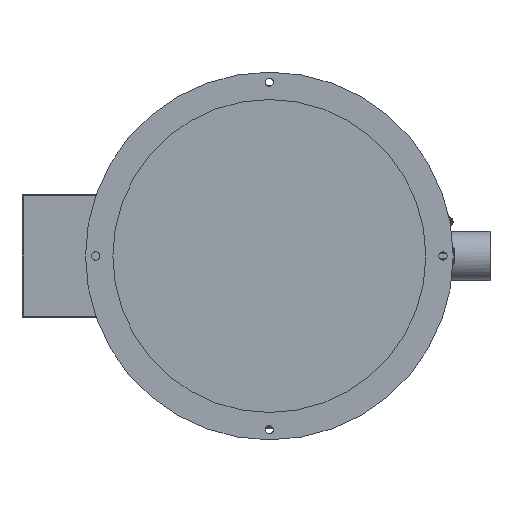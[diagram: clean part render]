
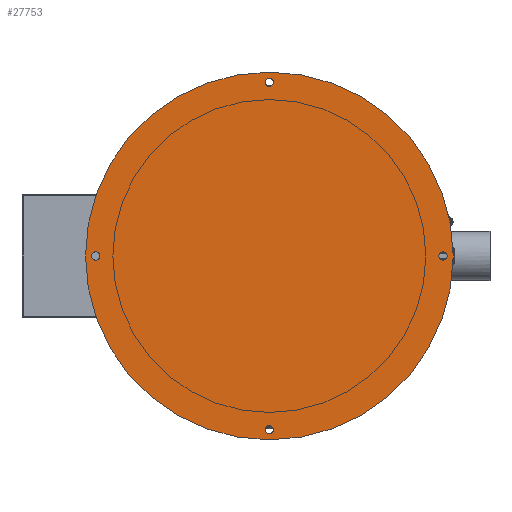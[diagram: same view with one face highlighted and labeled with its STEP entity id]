
A CAD part, front view. The second image highlights one B-rep face of the part: STEP entity #27753.
In plain terms, the highlighted planar face has unit normal (0, -1, 0).
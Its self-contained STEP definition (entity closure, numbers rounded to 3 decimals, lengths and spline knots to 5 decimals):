
#880=FACE_BOUND('',#11885,.T.);
#881=FACE_BOUND('',#11886,.T.);
#882=FACE_BOUND('',#11887,.T.);
#883=FACE_BOUND('',#11888,.T.);
#1785=PLANE('',#31338);
#6279=CIRCLE('',#31315,0.005);
#6280=CIRCLE('',#31316,0.005);
#6282=CIRCLE('',#31319,0.005);
#6283=CIRCLE('',#31320,0.005);
#6285=CIRCLE('',#31323,0.005);
#6286=CIRCLE('',#31324,0.005);
#6288=CIRCLE('',#31327,0.005);
#6289=CIRCLE('',#31328,0.005);
#6294=CIRCLE('',#31336,0.225);
#6295=CIRCLE('',#31337,0.225);
#9205=FACE_OUTER_BOUND('',#11884,.T.);
#11884=EDGE_LOOP('',(#23875,#23876));
#11885=EDGE_LOOP('',(#23877,#23878));
#11886=EDGE_LOOP('',(#23879,#23880));
#11887=EDGE_LOOP('',(#23881,#23882));
#11888=EDGE_LOOP('',(#23883,#23884));
#14266=VERTEX_POINT('',#49964);
#14267=VERTEX_POINT('',#49966);
#14269=VERTEX_POINT('',#49972);
#14270=VERTEX_POINT('',#49974);
#14272=VERTEX_POINT('',#49980);
#14273=VERTEX_POINT('',#49982);
#14275=VERTEX_POINT('',#49988);
#14276=VERTEX_POINT('',#49990);
#14281=VERTEX_POINT('',#50004);
#14282=VERTEX_POINT('',#50005);
#17601=EDGE_CURVE('',#14267,#14266,#6279,.T.);
#17602=EDGE_CURVE('',#14266,#14267,#6280,.T.);
#17605=EDGE_CURVE('',#14270,#14269,#6282,.T.);
#17606=EDGE_CURVE('',#14269,#14270,#6283,.T.);
#17609=EDGE_CURVE('',#14273,#14272,#6285,.T.);
#17610=EDGE_CURVE('',#14272,#14273,#6286,.T.);
#17613=EDGE_CURVE('',#14276,#14275,#6288,.T.);
#17614=EDGE_CURVE('',#14275,#14276,#6289,.T.);
#17619=EDGE_CURVE('',#14281,#14282,#6294,.T.);
#17620=EDGE_CURVE('',#14282,#14281,#6295,.T.);
#23875=ORIENTED_EDGE('',*,*,#17619,.T.);
#23876=ORIENTED_EDGE('',*,*,#17620,.T.);
#23877=ORIENTED_EDGE('',*,*,#17601,.T.);
#23878=ORIENTED_EDGE('',*,*,#17602,.T.);
#23879=ORIENTED_EDGE('',*,*,#17605,.T.);
#23880=ORIENTED_EDGE('',*,*,#17606,.T.);
#23881=ORIENTED_EDGE('',*,*,#17609,.T.);
#23882=ORIENTED_EDGE('',*,*,#17610,.T.);
#23883=ORIENTED_EDGE('',*,*,#17613,.T.);
#23884=ORIENTED_EDGE('',*,*,#17614,.T.);
#27753=ADVANCED_FACE('',(#9205,#880,#881,#882,#883),#1785,.T.);
#31315=AXIS2_PLACEMENT_3D('',#49967,#39374,#39375);
#31316=AXIS2_PLACEMENT_3D('',#49968,#39376,#39377);
#31319=AXIS2_PLACEMENT_3D('',#49975,#39383,#39384);
#31320=AXIS2_PLACEMENT_3D('',#49976,#39385,#39386);
#31323=AXIS2_PLACEMENT_3D('',#49983,#39392,#39393);
#31324=AXIS2_PLACEMENT_3D('',#49984,#39394,#39395);
#31327=AXIS2_PLACEMENT_3D('',#49991,#39401,#39402);
#31328=AXIS2_PLACEMENT_3D('',#49992,#39403,#39404);
#31336=AXIS2_PLACEMENT_3D('',#50006,#39419,#39420);
#31337=AXIS2_PLACEMENT_3D('',#50007,#39421,#39422);
#31338=AXIS2_PLACEMENT_3D('',#50009,#39424,#39425);
#39374=DIRECTION('center_axis',(0.,1.,0.));
#39375=DIRECTION('ref_axis',(0.,0.,
-1.));
#39376=DIRECTION('center_axis',(0.,1.,0.));
#39377=DIRECTION('ref_axis',(0.,0.,
-1.));
#39383=DIRECTION('center_axis',(0.,1.,0.));
#39384=DIRECTION('ref_axis',(1.,0.,0.));
#39385=DIRECTION('center_axis',(0.,1.,0.));
#39386=DIRECTION('ref_axis',(1.,0.,0.));
#39392=DIRECTION('center_axis',(0.,1.,0.));
#39393=DIRECTION('ref_axis',(0.,0.,
1.));
#39394=DIRECTION('center_axis',(0.,1.,0.));
#39395=DIRECTION('ref_axis',(0.,0.,
1.));
#39401=DIRECTION('center_axis',(0.,1.,0.));
#39402=DIRECTION('ref_axis',(-1.,0.,0.));
#39403=DIRECTION('center_axis',(0.,1.,0.));
#39404=DIRECTION('ref_axis',(-1.,0.,0.));
#39419=DIRECTION('center_axis',(0.,-1.,0.));
#39420=DIRECTION('ref_axis',(-1.,0.,0.));
#39421=DIRECTION('center_axis',(0.,-1.,0.));
#39422=DIRECTION('ref_axis',(-1.,0.,0.));
#39424=DIRECTION('center_axis',(0.,-1.,0.));
#39425=DIRECTION('ref_axis',(0.,0.,
1.));
#49964=CARTESIAN_POINT('',(0.2125,0.,0.005));
#49966=CARTESIAN_POINT('',(0.2125,0.,-0.005));
#49967=CARTESIAN_POINT('Origin',(0.2125,0.,
0.));
#49968=CARTESIAN_POINT('Origin',(0.2125,0.,
0.));
#49972=CARTESIAN_POINT('',(-0.005,0.,0.2125));
#49974=CARTESIAN_POINT('',(0.005,0.,0.2125));
#49975=CARTESIAN_POINT('Origin',(0.,0.,
0.2125));
#49976=CARTESIAN_POINT('Origin',(0.,0.,
0.2125));
#49980=CARTESIAN_POINT('',(-0.2125,0.,-0.005));
#49982=CARTESIAN_POINT('',(-0.2125,0.,0.005));
#49983=CARTESIAN_POINT('Origin',(-0.2125,0.,
0.));
#49984=CARTESIAN_POINT('Origin',(-0.2125,0.,
0.));
#49988=CARTESIAN_POINT('',(0.005,0.,-0.2125));
#49990=CARTESIAN_POINT('',(-0.005,0.,-0.2125));
#49991=CARTESIAN_POINT('Origin',(0.,0.,
-0.2125));
#49992=CARTESIAN_POINT('Origin',(0.,0.,
-0.2125));
#50004=CARTESIAN_POINT('',(-0.225,0.,0.));
#50005=CARTESIAN_POINT('',(0.225,0.,0.));
#50006=CARTESIAN_POINT('Origin',(0.,0.,
0.));
#50007=CARTESIAN_POINT('Origin',(0.,0.,
0.));
#50009=CARTESIAN_POINT('Origin',(-0.2075,0.,
0.));
